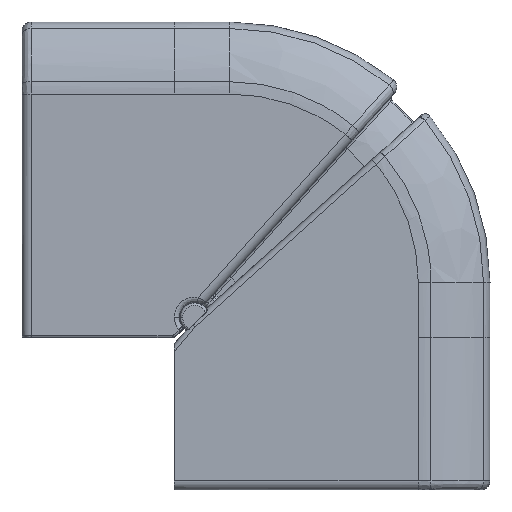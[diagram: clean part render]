
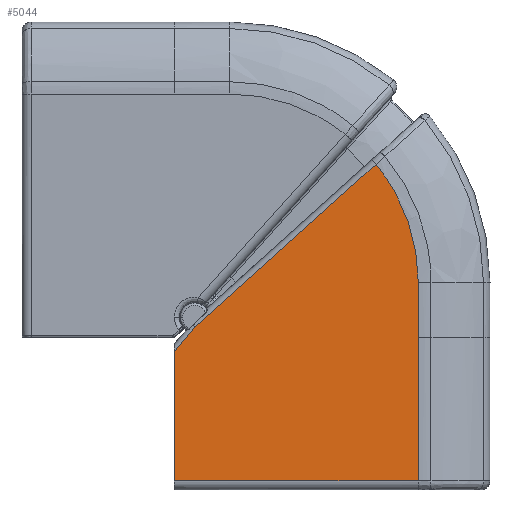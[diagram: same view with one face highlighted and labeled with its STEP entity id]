
A CAD part, left-side view. The second image highlights one B-rep face of the part: STEP entity #5044.
In plain terms, the highlighted planar face has unit normal (-1, -0.003, 0).
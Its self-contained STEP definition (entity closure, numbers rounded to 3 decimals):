
#1228 = VERTEX_POINT ( 'NONE', #45560 ) ;
#1266 = CARTESIAN_POINT ( 'NONE',  ( -51.941, -46.598, 121.268 ) ) ;
#1827 = AXIS2_PLACEMENT_3D ( 'NONE', #31861, #10872, #35388 ) ;
#1980 = ORIENTED_EDGE ( 'NONE', *, *, #2489, .T. ) ;
#2489 = EDGE_CURVE ( 'NONE', #21675, #15791, #4731, .T. ) ;
#2846 = VERTEX_POINT ( 'NONE', #21125 ) ;
#3481 = EDGE_CURVE ( 'NONE', #35170, #33304, #8348, .T. ) ;
#3776 = CARTESIAN_POINT ( 'NONE',  ( -51.962, -39.707, 134.134 ) ) ;
#4488 = DIRECTION ( 'NONE',  ( 0., 0., -1. ) ) ;
#4731 = LINE ( 'NONE', #15034, #22353 ) ;
#4782 = CARTESIAN_POINT ( 'NONE',  ( -51.948, -44.304, 127.132 ) ) ;
#5044 = ADVANCED_FACE ( 'NONE', ( #21739 ), #31718, .T. ) ;
#5823 = VECTOR ( 'NONE', #6577, 1000. ) ;
#6572 = CARTESIAN_POINT ( 'NONE',  ( -51.937, -48.034, 110.903 ) ) ;
#6577 = DIRECTION ( 'NONE',  ( 0., 0., 1. ) ) ;
#6811 = CARTESIAN_POINT ( 'NONE',  ( -52.08, 0., 97.218 ) ) ;
#8292 = CARTESIAN_POINT ( 'NONE',  ( -51.958, -41.042, 132.511 ) ) ;
#8348 = B_SPLINE_CURVE_WITH_KNOTS ( 'NONE', 3,
 ( #43855, #26663, #43683, #15477 ),
 .UNSPECIFIED., .F., .F.,
 ( 4, 4 ),
 ( 0., 1. ),
 .UNSPECIFIED. ) ;
#8363 = ORIENTED_EDGE ( 'NONE', *, *, #31708, .T. ) ;
#9318 = CARTESIAN_POINT ( 'NONE',  ( -52.08, 0., 71.8 ) ) ;
#10872 = DIRECTION ( 'NONE',  ( -1., -0.003, 0. ) ) ;
#12933 = ORIENTED_EDGE ( 'NONE', *, *, #3481, .F. ) ;
#12944 = ORIENTED_EDGE ( 'NONE', *, *, #43020, .T. ) ;
#13676 = CARTESIAN_POINT ( 'NONE',  ( -52.068, -3.996, 101.98 ) ) ;
#15034 = CARTESIAN_POINT ( 'NONE',  ( -52.08, 0., 0. ) ) ;
#15477 = CARTESIAN_POINT ( 'NONE',  ( -51.962, -39.707, 134.134 ) ) ;
#15649 = VERTEX_POINT ( 'NONE', #6572 ) ;
#15791 = VERTEX_POINT ( 'NONE', #9318 ) ;
#16404 = VECTOR ( 'NONE', #20058, 1000. ) ;
#18200 = EDGE_CURVE ( 'NONE', #15649, #33304, #33556, .T. ) ;
#18806 = CARTESIAN_POINT ( 'NONE',  ( -51.937, -48.034, 110.903 ) ) ;
#19356 = ORIENTED_EDGE ( 'NONE', *, *, #18200, .T. ) ;
#19416 = DIRECTION ( 'NONE',  ( 0., 0., 1. ) ) ;
#20058 = DIRECTION ( 'NONE',  ( 0.003, -1., 0. ) ) ;
#20585 = LINE ( 'NONE', #26304, #28783 ) ;
#21125 = CARTESIAN_POINT ( 'NONE',  ( -51.937, -48.034, 100. ) ) ;
#21675 = VERTEX_POINT ( 'NONE', #6811 ) ;
#21739 = FACE_OUTER_BOUND ( 'NONE', #41240, .T. ) ;
#22326 = CARTESIAN_POINT ( 'NONE',  ( -51.94, -47.134, 119.241 ) ) ;
#22353 = VECTOR ( 'NONE', #4488, 1000. ) ;
#22936 = CARTESIAN_POINT ( 'NONE',  ( -52.068, -3.996, 101.98 ) ) ;
#23406 = ORIENTED_EDGE ( 'NONE', *, *, #38420, .T. ) ;
#24717 = VECTOR ( 'NONE', #37000, 1000. ) ;
#25863 = CARTESIAN_POINT ( 'NONE',  ( -51.945, -45.179, 125.227 ) ) ;
#26304 = CARTESIAN_POINT ( 'NONE',  ( -51.937, -48.034, 71.8 ) ) ;
#26663 = CARTESIAN_POINT ( 'NONE',  ( -52.033, -15.9, 112.698 ) ) ;
#28783 = VECTOR ( 'NONE', #19416, 1000. ) ;
#29356 = CARTESIAN_POINT ( 'NONE',  ( -51.954, -42.229, 130.786 ) ) ;
#31708 = EDGE_CURVE ( 'NONE', #35170, #21675, #44544, .T. ) ;
#31718 = PLANE ( 'NONE',  #1827 ) ;
#31861 = CARTESIAN_POINT ( 'NONE',  ( -52.08, 0., 0. ) ) ;
#32703 = LINE ( 'NONE', #38192, #5823 ) ;
#32838 = CARTESIAN_POINT ( 'NONE',  ( -51.962, -39.707, 134.134 ) ) ;
#33304 = VERTEX_POINT ( 'NONE', #3776 ) ;
#33556 = B_SPLINE_CURVE_WITH_KNOTS ( 'NONE', 3,
 ( #18806, #39750, #43334, #22326, #1266, #25863, #4782, #29356, #8292, #32838 ),
 .UNSPECIFIED., .F., .F.,
 ( 4, 2, 2, 2, 4 ),
 ( 0., 0.25, 0.5, 0.75, 1. ),
 .UNSPECIFIED. ) ;
#35170 = VERTEX_POINT ( 'NONE', #13676 ) ;
#35388 = DIRECTION ( 'NONE',  ( 0.003, -1., 0. ) ) ;
#37000 = DIRECTION ( 'NONE',  ( -0.002, 0.643, -0.766 ) ) ;
#38192 = CARTESIAN_POINT ( 'NONE',  ( -51.937, -48.034, 0. ) ) ;
#38420 = EDGE_CURVE ( 'NONE', #1228, #2846, #20585, .T. ) ;
#39750 = CARTESIAN_POINT ( 'NONE',  ( -51.937, -48.034, 113.007 ) ) ;
#40757 = EDGE_CURVE ( 'NONE', #15791, #1228, #43259, .T. ) ;
#41029 = CARTESIAN_POINT ( 'NONE',  ( -52.08, 0., 71.8 ) ) ;
#41240 = EDGE_LOOP ( 'NONE', ( #12933, #8363, #1980, #44105, #23406, #12944, #19356 ) ) ;
#43020 = EDGE_CURVE ( 'NONE', #2846, #15649, #32703, .T. ) ;
#43259 = LINE ( 'NONE', #41029, #16404 ) ;
#43334 = CARTESIAN_POINT ( 'NONE',  ( -51.937, -47.854, 115.096 ) ) ;
#43683 = CARTESIAN_POINT ( 'NONE',  ( -51.997, -27.803, 123.416 ) ) ;
#43855 = CARTESIAN_POINT ( 'NONE',  ( -52.068, -3.996, 101.98 ) ) ;
#44105 = ORIENTED_EDGE ( 'NONE', *, *, #40757, .T. ) ;
#44544 = LINE ( 'NONE', #22936, #24717 ) ;
#45560 = CARTESIAN_POINT ( 'NONE',  ( -51.937, -48.034, 71.8 ) ) ;
